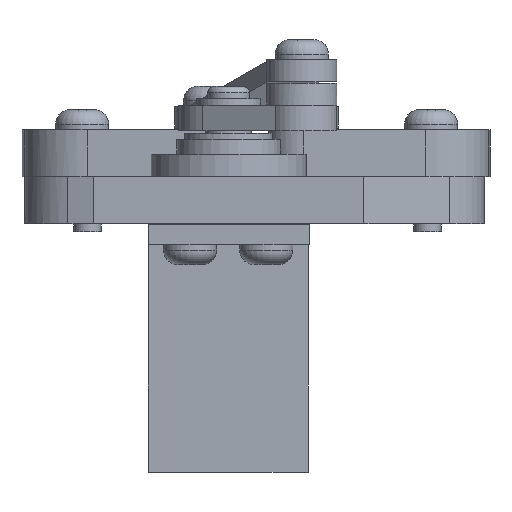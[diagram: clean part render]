
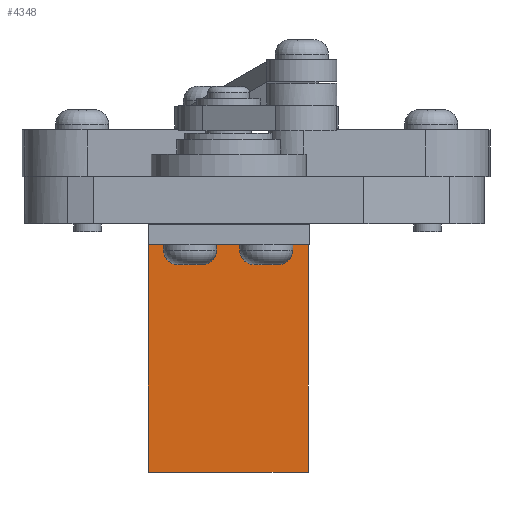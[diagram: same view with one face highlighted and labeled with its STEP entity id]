
A CAD part, front view. The second image highlights one B-rep face of the part: STEP entity #4348.
In plain terms, the highlighted planar face has unit normal (0, -1, 0).
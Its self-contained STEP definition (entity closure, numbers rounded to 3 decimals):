
#248 = DIRECTION ( 'NONE',  ( 0., -1., 0. ) ) ;
#587 = VECTOR ( 'NONE', #12743, 1000. ) ;
#619 = LINE ( 'NONE', #5896, #8043 ) ;
#666 = CARTESIAN_POINT ( 'NONE',  ( 26.573, 16.664, -30.75 ) ) ;
#712 = CARTESIAN_POINT ( 'NONE',  ( 26.706, 16.664, -2.55 ) ) ;
#978 = VERTEX_POINT ( 'NONE', #7682 ) ;
#1814 = EDGE_CURVE ( 'NONE', #11524, #11871, #8012, .T. ) ;
#2098 = ORIENTED_EDGE ( 'NONE', *, *, #12085, .T. ) ;
#2193 = EDGE_CURVE ( 'NONE', #978, #11524, #3249, .T. ) ;
#2924 = VECTOR ( 'NONE', #11911, 1000. ) ;
#3249 = LINE ( 'NONE', #4874, #2924 ) ;
#4348 = ADVANCED_FACE ( 'NONE', ( #7187 ), #6282, .T. ) ;
#4874 = CARTESIAN_POINT ( 'NONE',  ( 6.775, 16.664, -30.75 ) ) ;
#5075 = ORIENTED_EDGE ( 'NONE', *, *, #1814, .F. ) ;
#5896 = CARTESIAN_POINT ( 'NONE',  ( 6.775, 16.664, -30.75 ) ) ;
#6282 = PLANE ( 'NONE',  #6866 ) ;
#6804 = ORIENTED_EDGE ( 'NONE', *, *, #8830, .T. ) ;
#6866 = AXIS2_PLACEMENT_3D ( 'NONE', #12279, #248, #7292 ) ;
#7014 = CARTESIAN_POINT ( 'NONE',  ( 26.573, 16.664, -30.75 ) ) ;
#7187 = FACE_OUTER_BOUND ( 'NONE', #9739, .T. ) ;
#7292 = DIRECTION ( 'NONE',  ( 0., 0., -1. ) ) ;
#7682 = CARTESIAN_POINT ( 'NONE',  ( 6.775, 16.664, -30.75 ) ) ;
#8012 = LINE ( 'NONE', #712, #587 ) ;
#8043 = VECTOR ( 'NONE', #11919, 1000. ) ;
#8758 = CARTESIAN_POINT ( 'NONE',  ( 6.775, 16.664, -2.55 ) ) ;
#8830 = EDGE_CURVE ( 'NONE', #978, #8891, #619, .T. ) ;
#8891 = VERTEX_POINT ( 'NONE', #7014 ) ;
#9739 = EDGE_LOOP ( 'NONE', ( #5075, #12220, #6804, #2098 ) ) ;
#9774 = DIRECTION ( 'NONE',  ( 0., 0., 1. ) ) ;
#9879 = LINE ( 'NONE', #666, #12221 ) ;
#11388 = CARTESIAN_POINT ( 'NONE',  ( 26.573, 16.664, -2.55 ) ) ;
#11524 = VERTEX_POINT ( 'NONE', #8758 ) ;
#11871 = VERTEX_POINT ( 'NONE', #11388 ) ;
#11911 = DIRECTION ( 'NONE',  ( 0., 0., 1. ) ) ;
#11919 = DIRECTION ( 'NONE',  ( 1., 0., 0. ) ) ;
#12085 = EDGE_CURVE ( 'NONE', #8891, #11871, #9879, .T. ) ;
#12220 = ORIENTED_EDGE ( 'NONE', *, *, #2193, .F. ) ;
#12221 = VECTOR ( 'NONE', #9774, 1000. ) ;
#12279 = CARTESIAN_POINT ( 'NONE',  ( 6.775, 16.664, -30.75 ) ) ;
#12743 = DIRECTION ( 'NONE',  ( 1., 0., 0. ) ) ;
